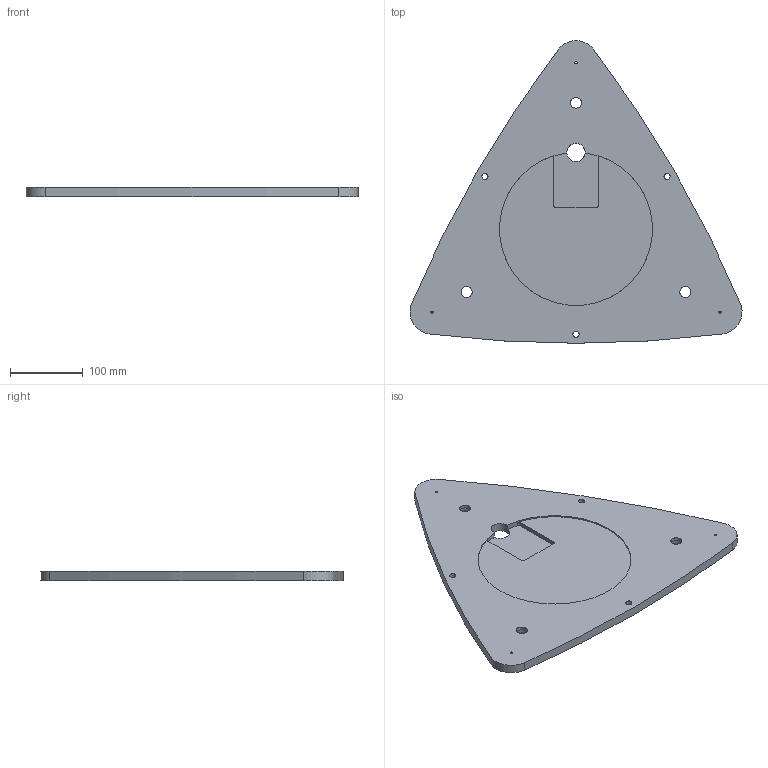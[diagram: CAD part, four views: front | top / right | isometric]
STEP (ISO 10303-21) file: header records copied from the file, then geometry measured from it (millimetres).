
FILE_DESCRIPTION((''),'2;1');
FILE_NAME('_MID PLATE.ipt.step','2013-12-08T06:22:38',(''),(''),'Autodesk Inventor 2013','Autodesk Inventor 2013','');
FILE_SCHEMA(('AUTOMOTIVE_DESIGN { 1 0 10303 214 1 1 1 1 }'));
Length unit declared in the file: millimetre
Products named in the file (1): _MID PLATE
Bounding box: 455.75 x 415.26 x 12.5 mm (x, y, z)
Volume: 1343549.4 mm3; surface area: 254575.5 mm2
Topology: 1 solids, 1 shells, 34 faces, 87 edges, 58 vertices
Faces by surface type: cylinder 24, plane 10
Full cylindrical faces by diameter (mm): 3.175 x3, 8.5 x3, 15 x3, 23 x3, 25 x1
Entity records: 1054 total; most frequent: DIRECTION 194, CARTESIAN_POINT 165, ORIENTED_EDGE 146, AXIS2_PLACEMENT_3D 86, EDGE_CURVE 73, EDGE_LOOP 70, VERTEX_POINT 57, CIRCLE 51
